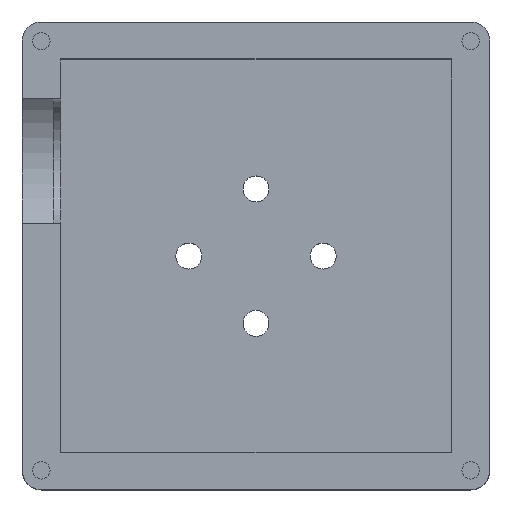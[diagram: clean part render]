
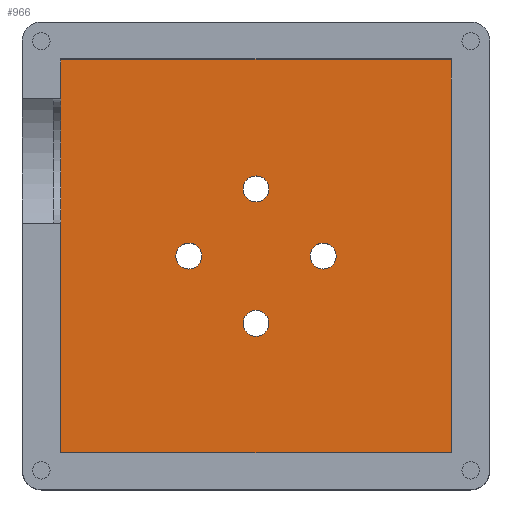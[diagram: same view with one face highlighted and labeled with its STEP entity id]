
A CAD part, top view. The second image highlights one B-rep face of the part: STEP entity #966.
In plain terms, the highlighted planar face has unit normal (0, 0, 1).
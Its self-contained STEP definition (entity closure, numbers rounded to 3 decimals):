
#467 = VERTEX_POINT('',#468);
#468 = CARTESIAN_POINT('',(1.35,-7.,4.));
#474 = EDGE_CURVE('',#467,#467,#475,.T.);
#475 = CIRCLE('',#476,1.35);
#476 = AXIS2_PLACEMENT_3D('',#477,#478,#479);
#477 = CARTESIAN_POINT('',(0.,-7.,4.));
#478 = DIRECTION('',(0.,0.,1.));
#479 = DIRECTION('',(1.,0.,0.));
#492 = VERTEX_POINT('',#493);
#493 = CARTESIAN_POINT('',(1.35,7.,4.));
#499 = EDGE_CURVE('',#492,#492,#500,.T.);
#500 = CIRCLE('',#501,1.35);
#501 = AXIS2_PLACEMENT_3D('',#502,#503,#504);
#502 = CARTESIAN_POINT('',(0.,7.,4.));
#503 = DIRECTION('',(0.,0.,1.));
#504 = DIRECTION('',(1.,0.,0.));
#517 = VERTEX_POINT('',#518);
#518 = CARTESIAN_POINT('',(-5.65,0.,4.));
#524 = EDGE_CURVE('',#517,#517,#525,.T.);
#525 = CIRCLE('',#526,1.35);
#526 = AXIS2_PLACEMENT_3D('',#527,#528,#529);
#527 = CARTESIAN_POINT('',(-7.,0.,4.));
#528 = DIRECTION('',(0.,0.,1.));
#529 = DIRECTION('',(1.,0.,0.));
#542 = VERTEX_POINT('',#543);
#543 = CARTESIAN_POINT('',(8.35,0.,4.));
#549 = EDGE_CURVE('',#542,#542,#550,.T.);
#550 = CIRCLE('',#551,1.35);
#551 = AXIS2_PLACEMENT_3D('',#552,#553,#554);
#552 = CARTESIAN_POINT('',(7.,0.,4.));
#553 = DIRECTION('',(0.,0.,1.));
#554 = DIRECTION('',(1.,0.,0.));
#966 = ADVANCED_FACE('',(#967,#1001,#1004,#1007,#1010),#1013,.T.);
#967 = FACE_BOUND('',#968,.T.);
#968 = EDGE_LOOP('',(#969,#979,#987,#995));
#969 = ORIENTED_EDGE('',*,*,#970,.T.);
#970 = EDGE_CURVE('',#971,#973,#975,.T.);
#971 = VERTEX_POINT('',#972);
#972 = CARTESIAN_POINT('',(-20.35,20.5,4.));
#973 = VERTEX_POINT('',#974);
#974 = CARTESIAN_POINT('',(-20.35,-20.5,4.));
#975 = LINE('',#976,#977);
#976 = CARTESIAN_POINT('',(-20.35,20.5,4.));
#977 = VECTOR('',#978,1.);
#978 = DIRECTION('',(0.,-1.,0.));
#979 = ORIENTED_EDGE('',*,*,#980,.T.);
#980 = EDGE_CURVE('',#973,#981,#983,.T.);
#981 = VERTEX_POINT('',#982);
#982 = CARTESIAN_POINT('',(20.35,-20.5,4.));
#983 = LINE('',#984,#985);
#984 = CARTESIAN_POINT('',(-20.35,-20.5,4.));
#985 = VECTOR('',#986,1.);
#986 = DIRECTION('',(1.,0.,0.));
#987 = ORIENTED_EDGE('',*,*,#988,.T.);
#988 = EDGE_CURVE('',#981,#989,#991,.T.);
#989 = VERTEX_POINT('',#990);
#990 = CARTESIAN_POINT('',(20.35,20.5,4.));
#991 = LINE('',#992,#993);
#992 = CARTESIAN_POINT('',(20.35,-20.5,4.));
#993 = VECTOR('',#994,1.);
#994 = DIRECTION('',(0.,1.,0.));
#995 = ORIENTED_EDGE('',*,*,#996,.T.);
#996 = EDGE_CURVE('',#989,#971,#997,.T.);
#997 = LINE('',#998,#999);
#998 = CARTESIAN_POINT('',(20.35,20.5,4.));
#999 = VECTOR('',#1000,1.);
#1000 = DIRECTION('',(-1.,0.,0.));
#1001 = FACE_BOUND('',#1002,.T.);
#1002 = EDGE_LOOP('',(#1003));
#1003 = ORIENTED_EDGE('',*,*,#474,.F.);
#1004 = FACE_BOUND('',#1005,.T.);
#1005 = EDGE_LOOP('',(#1006));
#1006 = ORIENTED_EDGE('',*,*,#524,.F.);
#1007 = FACE_BOUND('',#1008,.T.);
#1008 = EDGE_LOOP('',(#1009));
#1009 = ORIENTED_EDGE('',*,*,#549,.F.);
#1010 = FACE_BOUND('',#1011,.T.);
#1011 = EDGE_LOOP('',(#1012));
#1012 = ORIENTED_EDGE('',*,*,#499,.F.);
#1013 = PLANE('',#1014);
#1014 = AXIS2_PLACEMENT_3D('',#1015,#1016,#1017);
#1015 = CARTESIAN_POINT('',(0.,0.,4.));
#1016 = DIRECTION('',(0.,0.,1.));
#1017 = DIRECTION('',(1.,0.,0.));
